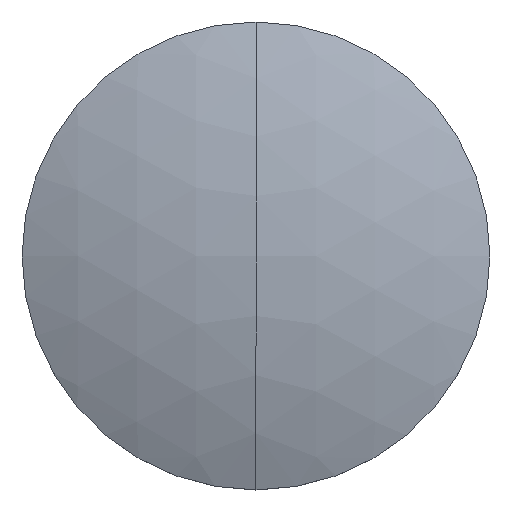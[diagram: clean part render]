
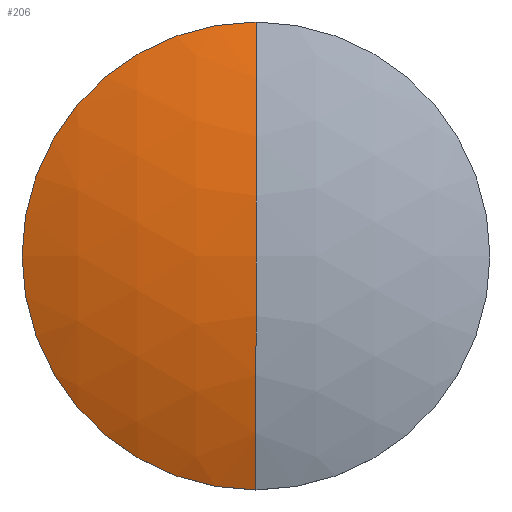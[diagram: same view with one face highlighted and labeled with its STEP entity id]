
A CAD part, top view. The second image highlights one B-rep face of the part: STEP entity #206.
In plain terms, the highlighted spherical face has radius 65.16 mm.
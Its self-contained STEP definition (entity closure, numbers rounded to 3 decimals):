
#63 = DIRECTION ( 'NONE',  ( 1., 0., 0. ) ) ;
#64 = DIRECTION ( 'NONE',  ( 0., 0., 1. ) ) ;
#65 = CARTESIAN_POINT ( 'NONE',  ( 0., 0., -1.119 ) ) ;
#66 = AXIS2_PLACEMENT_3D ( 'NONE', #65, #64, #63 ) ;
#67 = CIRCLE ( 'NONE', #66, 25.4 ) ;
#136 = EDGE_CURVE ( 'NONE', #215, #213, #67, .T. ) ;
#194 = VERTEX_POINT ( 'NONE', #316 ) ;
#197 = EDGE_CURVE ( 'NONE', #215, #194, #322, .T. ) ;
#200 = ORIENTED_EDGE ( 'NONE', *, *, #203, .T. ) ;
#201 = VERTEX_POINT ( 'NONE', #311 ) ;
#202 = EDGE_CURVE ( 'NONE', #213, #201, #304, .T. ) ;
#203 = EDGE_CURVE ( 'NONE', #201, #194, #298, .T. ) ;
#204 = ORIENTED_EDGE ( 'NONE', *, *, #197, .F. ) ;
#205 = ORIENTED_EDGE ( 'NONE', *, *, #136, .T. ) ;
#206 = ADVANCED_FACE ( 'NONE', ( #282 ), #232, .T. ) ;
#207 = EDGE_LOOP ( 'NONE', ( #205, #208, #200, #204 ) ) ;
#208 = ORIENTED_EDGE ( 'NONE', *, *, #202, .T. ) ;
#213 = VERTEX_POINT ( 'NONE', #269 ) ;
#215 = VERTEX_POINT ( 'NONE', #268 ) ;
#231 = AXIS2_PLACEMENT_3D ( 'NONE', #242, #241, #240 ) ;
#232 = SPHERICAL_SURFACE ( 'NONE', #231, 65.16 ) ;
#240 = DIRECTION ( 'NONE',  ( 0., 1., 0. ) ) ;
#241 = DIRECTION ( 'NONE',  ( -1., 0., 0. ) ) ;
#242 = CARTESIAN_POINT ( 'NONE',  ( 0., 0., -61.125 ) ) ;
#268 = CARTESIAN_POINT ( 'NONE',  ( 0., 25.4, -1.119 ) ) ;
#269 = CARTESIAN_POINT ( 'NONE',  ( -25.4, 0., -1.119 ) ) ;
#282 = FACE_OUTER_BOUND ( 'NONE', #207, .T. ) ;
#283 = DIRECTION ( 'NONE',  ( 0., -1., 0. ) ) ;
#295 = CARTESIAN_POINT ( 'NONE',  ( 0., 0., -61.125 ) ) ;
#296 = DIRECTION ( 'NONE',  ( -1., 0., 0. ) ) ;
#297 = AXIS2_PLACEMENT_3D ( 'NONE', #310, #296, #283 ) ;
#298 = CIRCLE ( 'NONE', #297, 65.16 ) ;
#300 = DIRECTION ( 'NONE',  ( 1., 0., 0. ) ) ;
#301 = DIRECTION ( 'NONE',  ( 0., 0., 1. ) ) ;
#302 = CARTESIAN_POINT ( 'NONE',  ( 0., 0., -1.119 ) ) ;
#303 = AXIS2_PLACEMENT_3D ( 'NONE', #302, #301, #300 ) ;
#304 = CIRCLE ( 'NONE', #303, 25.4 ) ;
#305 = AXIS2_PLACEMENT_3D ( 'NONE', #295, #315, #314 ) ;
#310 = CARTESIAN_POINT ( 'NONE',  ( 0., 0., -61.125 ) ) ;
#311 = CARTESIAN_POINT ( 'NONE',  ( 0., -25.4, -1.119 ) ) ;
#314 = DIRECTION ( 'NONE',  ( 0., 0., -1. ) ) ;
#315 = DIRECTION ( 'NONE',  ( 1., 0., 0. ) ) ;
#316 = CARTESIAN_POINT ( 'NONE',  ( 0., 0., 4.035 ) ) ;
#322 = CIRCLE ( 'NONE', #305, 65.16 ) ;
